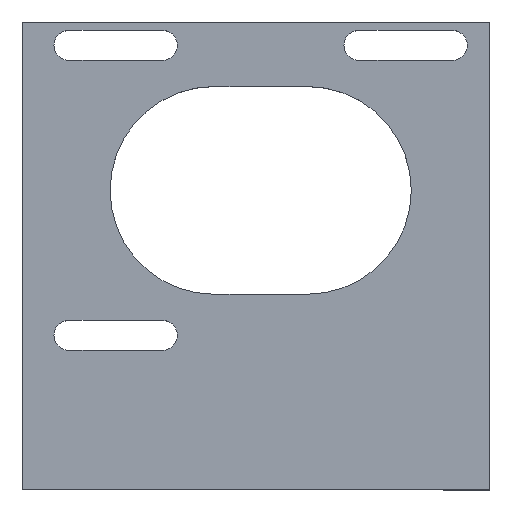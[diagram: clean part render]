
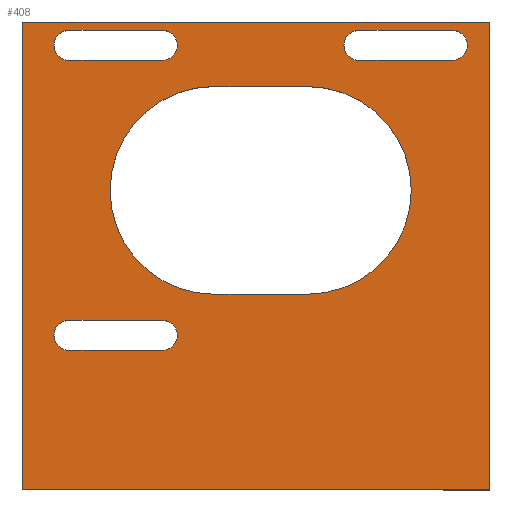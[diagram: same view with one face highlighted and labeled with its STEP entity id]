
A CAD part, top view. The second image highlights one B-rep face of the part: STEP entity #408.
In plain terms, the highlighted planar face has unit normal (0, 0, 1).
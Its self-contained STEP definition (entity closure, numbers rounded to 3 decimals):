
#63=CARTESIAN_POINT('Vertex',(-50.,50.,19.)) ;
#77=CARTESIAN_POINT('Vertex',(-50.,0.,19.)) ;
#80=CARTESIAN_POINT('Line Origine',(-50.,25.,19.)) ;
#103=CARTESIAN_POINT('Vertex',(0.,50.,19.)) ;
#111=CARTESIAN_POINT('Line Origine',(-25.,50.,19.)) ;
#215=CARTESIAN_POINT('Vertex',(0.,0.,19.)) ;
#218=CARTESIAN_POINT('Line Origine',(-25.,0.,19.)) ;
#247=CARTESIAN_POINT('Line Origine',(0.,25.,19.)) ;
#261=CARTESIAN_POINT('Axis2P3D Location',(0.,0.,19.)) ;
#272=CARTESIAN_POINT('Line Origine',(-24.5,20.9,19.)) ;
#276=CARTESIAN_POINT('Vertex',(-29.5,20.9,19.)) ;
#278=CARTESIAN_POINT('Vertex',(-19.5,20.9,19.)) ;
#281=CARTESIAN_POINT('Axis2P3D Location',(-29.5,32.,19.)) ;
#285=CARTESIAN_POINT('Vertex',(-29.5,43.1,19.)) ;
#288=CARTESIAN_POINT('Line Origine',(-24.5,43.1,19.)) ;
#292=CARTESIAN_POINT('Vertex',(-19.5,43.1,19.)) ;
#295=CARTESIAN_POINT('Axis2P3D Location',(-19.5,32.,19.)) ;
#306=CARTESIAN_POINT('Axis2P3D Location',(-14.,47.5,19.)) ;
#310=CARTESIAN_POINT('Vertex',(-14.,49.1,19.)) ;
#312=CARTESIAN_POINT('Vertex',(-14.,45.9,19.)) ;
#315=CARTESIAN_POINT('Line Origine',(-9.,49.1,19.)) ;
#319=CARTESIAN_POINT('Vertex',(-4.,49.1,19.)) ;
#322=CARTESIAN_POINT('Axis2P3D Location',(-4.,47.5,19.)) ;
#326=CARTESIAN_POINT('Vertex',(-4.,45.9,19.)) ;
#329=CARTESIAN_POINT('Line Origine',(-9.,45.9,19.)) ;
#340=CARTESIAN_POINT('Line Origine',(-40.,14.9,19.)) ;
#344=CARTESIAN_POINT('Vertex',(-45.,14.9,19.)) ;
#346=CARTESIAN_POINT('Vertex',(-35.,14.9,19.)) ;
#349=CARTESIAN_POINT('Axis2P3D Location',(-45.,16.5,19.)) ;
#353=CARTESIAN_POINT('Vertex',(-45.,18.1,19.)) ;
#356=CARTESIAN_POINT('Line Origine',(-40.,18.1,19.)) ;
#360=CARTESIAN_POINT('Vertex',(-35.,18.1,19.)) ;
#363=CARTESIAN_POINT('Axis2P3D Location',(-35.,16.5,19.)) ;
#374=CARTESIAN_POINT('Axis2P3D Location',(-45.,47.5,19.)) ;
#378=CARTESIAN_POINT('Vertex',(-45.,49.1,19.)) ;
#380=CARTESIAN_POINT('Vertex',(-45.,45.9,19.)) ;
#383=CARTESIAN_POINT('Line Origine',(-40.,49.1,19.)) ;
#387=CARTESIAN_POINT('Vertex',(-35.,49.1,19.)) ;
#390=CARTESIAN_POINT('Axis2P3D Location',(-35.,47.5,19.)) ;
#394=CARTESIAN_POINT('Vertex',(-35.,45.9,19.)) ;
#397=CARTESIAN_POINT('Line Origine',(-40.,45.9,19.)) ;
#81=DIRECTION('Vector Direction',(0.,-1.,0.)) ;
#112=DIRECTION('Vector Direction',(1.,0.,0.)) ;
#219=DIRECTION('Vector Direction',(-1.,0.,0.)) ;
#248=DIRECTION('Vector Direction',(0.,1.,0.)) ;
#262=DIRECTION('Axis2P3D Direction',(0.,0.,1.)) ;
#263=DIRECTION('Axis2P3D XDirection',(1.,0.,0.)) ;
#273=DIRECTION('Vector Direction',(1.,0.,0.)) ;
#282=DIRECTION('Axis2P3D Direction',(0.,0.,1.)) ;
#289=DIRECTION('Vector Direction',(-1.,0.,0.)) ;
#296=DIRECTION('Axis2P3D Direction',(0.,0.,1.)) ;
#307=DIRECTION('Axis2P3D Direction',(0.,0.,1.)) ;
#316=DIRECTION('Vector Direction',(1.,0.,0.)) ;
#323=DIRECTION('Axis2P3D Direction',(0.,0.,1.)) ;
#330=DIRECTION('Vector Direction',(-1.,0.,0.)) ;
#341=DIRECTION('Vector Direction',(1.,0.,0.)) ;
#350=DIRECTION('Axis2P3D Direction',(0.,0.,1.)) ;
#357=DIRECTION('Vector Direction',(-1.,0.,0.)) ;
#364=DIRECTION('Axis2P3D Direction',(0.,0.,1.)) ;
#375=DIRECTION('Axis2P3D Direction',(0.,0.,1.)) ;
#384=DIRECTION('Vector Direction',(1.,0.,0.)) ;
#391=DIRECTION('Axis2P3D Direction',(0.,0.,1.)) ;
#398=DIRECTION('Vector Direction',(-1.,0.,0.)) ;
#264=AXIS2_PLACEMENT_3D('Plane Axis2P3D',#261,#262,#263) ;
#283=AXIS2_PLACEMENT_3D('Circle Axis2P3D',#281,#282,$) ;
#297=AXIS2_PLACEMENT_3D('Circle Axis2P3D',#295,#296,$) ;
#308=AXIS2_PLACEMENT_3D('Circle Axis2P3D',#306,#307,$) ;
#324=AXIS2_PLACEMENT_3D('Circle Axis2P3D',#322,#323,$) ;
#351=AXIS2_PLACEMENT_3D('Circle Axis2P3D',#349,#350,$) ;
#365=AXIS2_PLACEMENT_3D('Circle Axis2P3D',#363,#364,$) ;
#376=AXIS2_PLACEMENT_3D('Circle Axis2P3D',#374,#375,$) ;
#392=AXIS2_PLACEMENT_3D('Circle Axis2P3D',#390,#391,$) ;
#267=ORIENTED_EDGE('',*,*,#84,.T.) ;
#268=ORIENTED_EDGE('',*,*,#222,.T.) ;
#269=ORIENTED_EDGE('',*,*,#251,.T.) ;
#270=ORIENTED_EDGE('',*,*,#115,.T.) ;
#301=ORIENTED_EDGE('',*,*,#280,.F.) ;
#302=ORIENTED_EDGE('',*,*,#287,.F.) ;
#303=ORIENTED_EDGE('',*,*,#294,.F.) ;
#304=ORIENTED_EDGE('',*,*,#299,.F.) ;
#335=ORIENTED_EDGE('',*,*,#314,.F.) ;
#336=ORIENTED_EDGE('',*,*,#321,.T.) ;
#337=ORIENTED_EDGE('',*,*,#328,.F.) ;
#338=ORIENTED_EDGE('',*,*,#333,.T.) ;
#369=ORIENTED_EDGE('',*,*,#348,.F.) ;
#370=ORIENTED_EDGE('',*,*,#355,.F.) ;
#371=ORIENTED_EDGE('',*,*,#362,.F.) ;
#372=ORIENTED_EDGE('',*,*,#367,.F.) ;
#403=ORIENTED_EDGE('',*,*,#382,.F.) ;
#404=ORIENTED_EDGE('',*,*,#389,.T.) ;
#405=ORIENTED_EDGE('',*,*,#396,.F.) ;
#406=ORIENTED_EDGE('',*,*,#401,.T.) ;
#305=FACE_BOUND('',#300,.T.) ;
#339=FACE_BOUND('',#334,.T.) ;
#373=FACE_BOUND('',#368,.T.) ;
#407=FACE_BOUND('',#402,.T.) ;
#82=VECTOR('Line Direction',#81,1.) ;
#113=VECTOR('Line Direction',#112,1.) ;
#220=VECTOR('Line Direction',#219,1.) ;
#249=VECTOR('Line Direction',#248,1.) ;
#274=VECTOR('Line Direction',#273,1.) ;
#290=VECTOR('Line Direction',#289,1.) ;
#317=VECTOR('Line Direction',#316,1.) ;
#331=VECTOR('Line Direction',#330,1.) ;
#342=VECTOR('Line Direction',#341,1.) ;
#358=VECTOR('Line Direction',#357,1.) ;
#385=VECTOR('Line Direction',#384,1.) ;
#399=VECTOR('Line Direction',#398,1.) ;
#408=ADVANCED_FACE('Hauptk\X2\00F6\X0\rper',(#271,#305,#339,#373,#407),#265,.T.) ;
#284=CIRCLE('generated circle',#283,11.1) ;
#298=CIRCLE('generated circle',#297,11.1) ;
#309=CIRCLE('generated circle',#308,1.6) ;
#325=CIRCLE('generated circle',#324,1.6) ;
#352=CIRCLE('generated circle',#351,1.6) ;
#366=CIRCLE('generated circle',#365,1.6) ;
#377=CIRCLE('generated circle',#376,1.6) ;
#393=CIRCLE('generated circle',#392,1.6) ;
#84=EDGE_CURVE('',#64,#78,#83,.T.) ;
#115=EDGE_CURVE('',#104,#64,#114,.F.) ;
#222=EDGE_CURVE('',#78,#216,#221,.F.) ;
#251=EDGE_CURVE('',#216,#104,#250,.T.) ;
#280=EDGE_CURVE('',#277,#279,#275,.T.) ;
#287=EDGE_CURVE('',#286,#277,#284,.T.) ;
#294=EDGE_CURVE('',#293,#286,#291,.T.) ;
#299=EDGE_CURVE('',#279,#293,#298,.T.) ;
#314=EDGE_CURVE('',#311,#313,#309,.T.) ;
#321=EDGE_CURVE('',#311,#320,#318,.T.) ;
#328=EDGE_CURVE('',#327,#320,#325,.T.) ;
#333=EDGE_CURVE('',#327,#313,#332,.T.) ;
#348=EDGE_CURVE('',#345,#347,#343,.T.) ;
#355=EDGE_CURVE('',#354,#345,#352,.T.) ;
#362=EDGE_CURVE('',#361,#354,#359,.T.) ;
#367=EDGE_CURVE('',#347,#361,#366,.T.) ;
#382=EDGE_CURVE('',#379,#381,#377,.T.) ;
#389=EDGE_CURVE('',#379,#388,#386,.T.) ;
#396=EDGE_CURVE('',#395,#388,#393,.T.) ;
#401=EDGE_CURVE('',#395,#381,#400,.T.) ;
#266=EDGE_LOOP('',(#267,#268,#269,#270)) ;
#300=EDGE_LOOP('',(#301,#302,#303,#304)) ;
#334=EDGE_LOOP('',(#335,#336,#337,#338)) ;
#368=EDGE_LOOP('',(#369,#370,#371,#372)) ;
#402=EDGE_LOOP('',(#403,#404,#405,#406)) ;
#271=FACE_OUTER_BOUND('',#266,.T.) ;
#83=LINE('Line',#80,#82) ;
#114=LINE('Line',#111,#113) ;
#221=LINE('Line',#218,#220) ;
#250=LINE('Line',#247,#249) ;
#275=LINE('Line',#272,#274) ;
#291=LINE('Line',#288,#290) ;
#318=LINE('Line',#315,#317) ;
#332=LINE('Line',#329,#331) ;
#343=LINE('Line',#340,#342) ;
#359=LINE('Line',#356,#358) ;
#386=LINE('Line',#383,#385) ;
#400=LINE('Line',#397,#399) ;
#265=PLANE('',#264) ;
#64=VERTEX_POINT('',#63) ;
#78=VERTEX_POINT('',#77) ;
#104=VERTEX_POINT('',#103) ;
#216=VERTEX_POINT('',#215) ;
#277=VERTEX_POINT('',#276) ;
#279=VERTEX_POINT('',#278) ;
#286=VERTEX_POINT('',#285) ;
#293=VERTEX_POINT('',#292) ;
#311=VERTEX_POINT('',#310) ;
#313=VERTEX_POINT('',#312) ;
#320=VERTEX_POINT('',#319) ;
#327=VERTEX_POINT('',#326) ;
#345=VERTEX_POINT('',#344) ;
#347=VERTEX_POINT('',#346) ;
#354=VERTEX_POINT('',#353) ;
#361=VERTEX_POINT('',#360) ;
#379=VERTEX_POINT('',#378) ;
#381=VERTEX_POINT('',#380) ;
#388=VERTEX_POINT('',#387) ;
#395=VERTEX_POINT('',#394) ;
